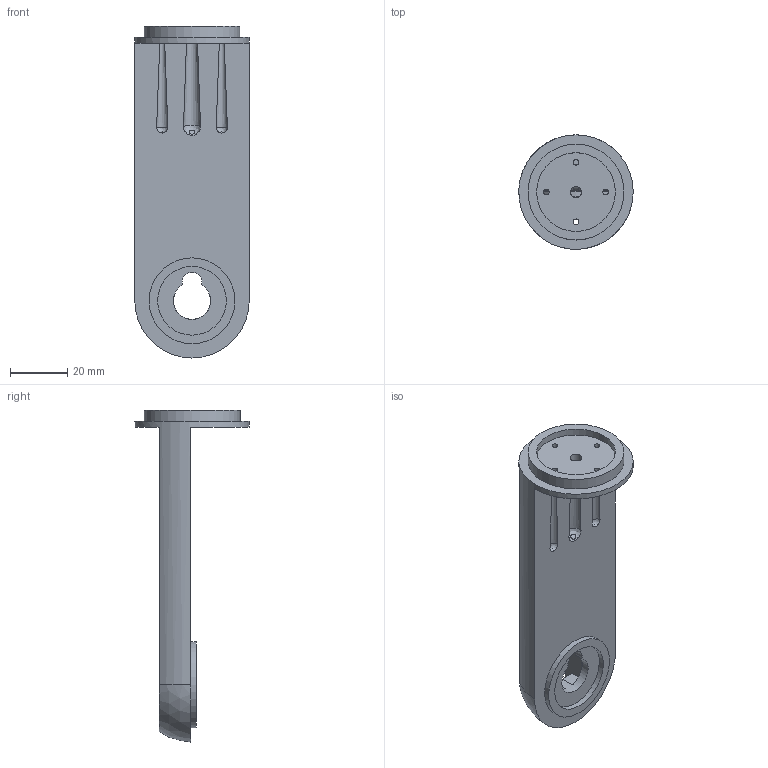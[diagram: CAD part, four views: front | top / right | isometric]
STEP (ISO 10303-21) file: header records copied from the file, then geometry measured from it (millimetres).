
FILE_DESCRIPTION(/* description */ ('STEP AP214','CAx-IF Rec.Pracs.---User Defined Attributes---1.5---2016-08-15'),/* implementation_level */ '2;1');
FILE_NAME(/* name */ '69514495e2474bc8590233f7',/* time_stamp */ '2025-12-28T14:54:14Z',/* author */ (''),/* organization */ (''),/* preprocessor_version */ 'ST-DEVELOPER v20',/* originating_system */ 'ONSHAPE BY PTC INC, 1.208',/* authorisation */ ' ');
FILE_SCHEMA (('AUTOMOTIVE_DESIGN {1 0 10303 214 3 1 1}'));
Length unit declared in the file: metre
Products named in the file (1): Part 1
Bounding box: 39.99 x 39.95 x 115.99 mm (x, y, z)
Volume: 26134.7 mm3; surface area: 17062.4 mm2
Topology: 1 solids, 1 shells, 55 faces, 142 edges, 92 vertices
Faces by surface type: plane 29, cylinder 19, cone 3, bspline 3, sphere 1
Full cylindrical faces by diameter (mm): 2 x6, 4 x1, 24 x1, 27.5 x1, 30 x1, 33.5 x1, 40 x1
Entity records: 1891 total; most frequent: CARTESIAN_POINT 602, DIRECTION 255, ORIENTED_EDGE 240, EDGE_CURVE 120, AXIS2_PLACEMENT_3D 97, VERTEX_POINT 85, EDGE_LOOP 85, FACE_BOUND 85
